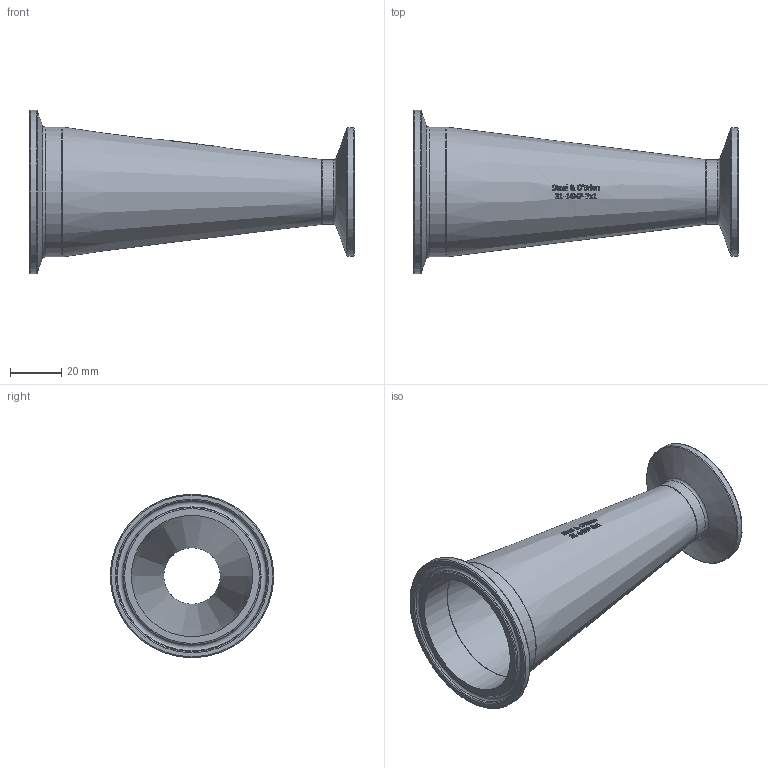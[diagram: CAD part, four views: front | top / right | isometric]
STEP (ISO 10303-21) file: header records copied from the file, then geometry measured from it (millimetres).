
FILE_DESCRIPTION(/* description */ (''),/* implementation_level */ '2;1');
FILE_NAME(/* name */ '31-14MP-2x1.stp',/* time_stamp */ '2021-06-28T10:36:07-04:00',/* author */ ('rick'),/* organization */ (''),/* preprocessor_version */ 'ST-DEVELOPER v18',/* originating_system */ 'Autodesk Inventor 2020',/* authorisation */ '');
FILE_SCHEMA (('AUTOMOTIVE_DESIGN { 1 0 10303 214 3 1 1 }'));
Length unit declared in the file: inch
Products named in the file (1): 31-14MP-2x1
Bounding box: 127 x 63.91 x 63.91 mm (x, y, z)
Volume: 34894.4 mm3; surface area: 35232.4 mm2
Topology: 1 solids, 1 shells, 412 faces, 1145 edges, 776 vertices
Faces by surface type: plane 187, bspline 160, cone 43, torus 16, cylinder 6
Full cylindrical faces by diameter (mm): 22.098 x1, 25.4 x1, 47.498 x1, 50.394 x1, 50.8 x1, 63.906 x1
Entity records: 16853 total; most frequent: CARTESIAN_POINT 6930, ORIENTED_EDGE 2290, DIRECTION 1633, EDGE_CURVE 1145, VERTEX_POINT 776, AXIS2_PLACEMENT_3D 555, LINE 523, VECTOR 523
